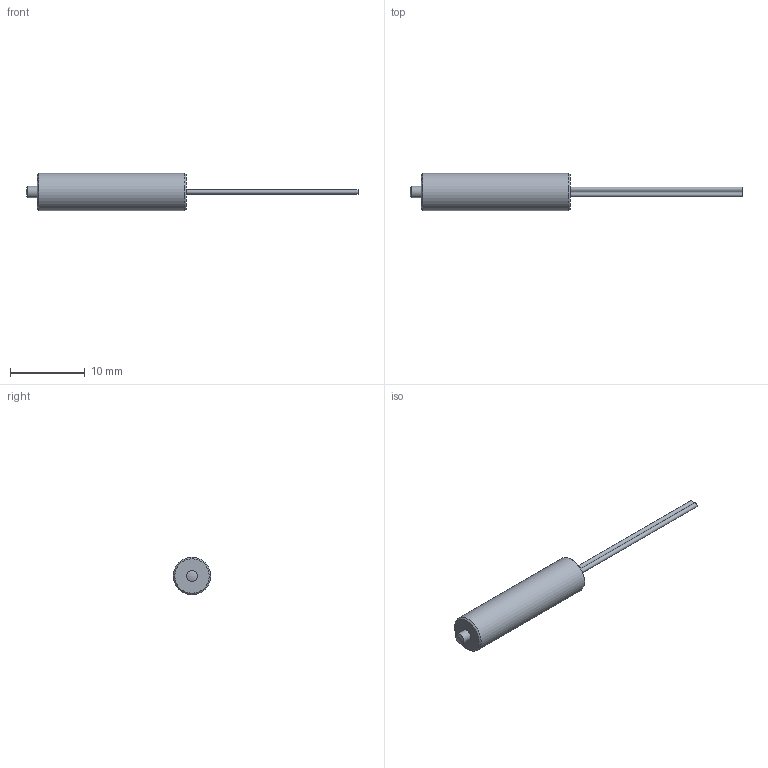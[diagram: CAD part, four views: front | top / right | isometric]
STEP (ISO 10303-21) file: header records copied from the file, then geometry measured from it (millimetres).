
FILE_DESCRIPTION (( 'STEP AP214' ), '1' );
FILE_NAME ('GN-PT5M3A.STEP', '2019-05-23T19:36:49', ( '' ), ( '' ), 'SwSTEP 2.0', 'SolidWorks 2018', '' );
FILE_SCHEMA (( 'AUTOMOTIVE_DESIGN' ));
Length unit declared in the file: inch
Products named in the file (1): GN-PT5M3A
Bounding box: 44.5 x 5 x 5 mm (x, y, z)
Volume: 407.6 mm3; surface area: 442.8 mm2
Topology: 1 solids, 1 shells, 11 faces, 18 edges, 12 vertices
Faces by surface type: plane 4, cylinder 4, cone 2, sphere 1
Full cylindrical faces by diameter (mm): 0.6 x2, 1.5 x1, 5 x1
Entity records: 254 total; most frequent: DIRECTION 44, CARTESIAN_POINT 32, AXIS2_PLACEMENT_3D 22, ORIENTED_EDGE 20, EDGE_LOOP 20, FACE_OUTER_BOUND 15, ADVANCED_FACE 11, EDGE_CURVE 10
